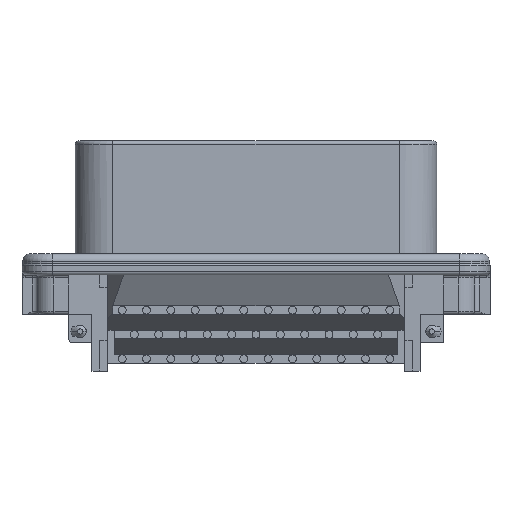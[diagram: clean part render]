
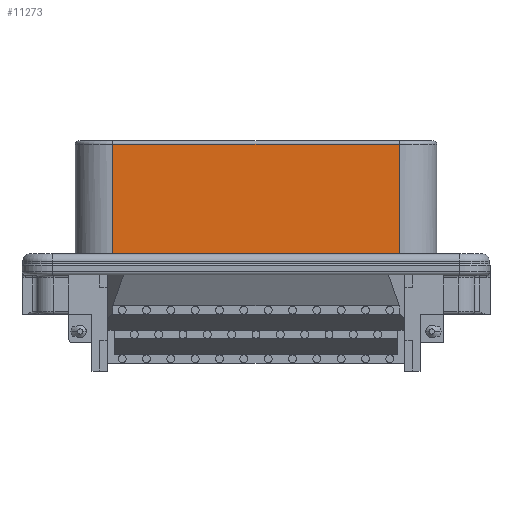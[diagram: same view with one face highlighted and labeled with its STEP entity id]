
A CAD part, front view. The second image highlights one B-rep face of the part: STEP entity #11273.
In plain terms, the highlighted planar face has unit normal (0, -1, 0).
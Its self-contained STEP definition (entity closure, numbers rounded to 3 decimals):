
#267 = ORIENTED_EDGE ( 'NONE', *, *, #19183, .F. ) ;
#919 = CARTESIAN_POINT ( 'NONE',  ( 23.5, -11.8, -0.5 ) ) ;
#1077 = VECTOR ( 'NONE', #4991, 1000. ) ;
#1292 = CARTESIAN_POINT ( 'NONE',  ( 23.5, -11.8, -20. ) ) ;
#1773 = ORIENTED_EDGE ( 'NONE', *, *, #13338, .T. ) ;
#3182 = CARTESIAN_POINT ( 'NONE',  ( 23.5, -11.8, -0.5 ) ) ;
#3807 = DIRECTION ( 'NONE',  ( 0., 0., -1. ) ) ;
#4991 = DIRECTION ( 'NONE',  ( 1., 0., 0. ) ) ;
#5856 = AXIS2_PLACEMENT_3D ( 'NONE', #19454, #24231, #3807 ) ;
#7744 = CARTESIAN_POINT ( 'NONE',  ( -23.5, -11.8, -20. ) ) ;
#8460 = FACE_OUTER_BOUND ( 'NONE', #28795, .T. ) ;
#8511 = ORIENTED_EDGE ( 'NONE', *, *, #15201, .F. ) ;
#9010 = CARTESIAN_POINT ( 'NONE',  ( -23.5, -11.8, -0.5 ) ) ;
#9117 = DIRECTION ( 'NONE',  ( -1., 0., 0. ) ) ;
#9777 = LINE ( 'NONE', #3182, #28794 ) ;
#9925 = VECTOR ( 'NONE', #13714, 1000. ) ;
#10355 = CARTESIAN_POINT ( 'NONE',  ( -23.5, -11.8, -0.5 ) ) ;
#11273 = ADVANCED_FACE ( 'NONE', ( #8460 ), #24508, .T. ) ;
#11927 = CARTESIAN_POINT ( 'NONE',  ( -23.5, -11.8, -0.5 ) ) ;
#12549 = VECTOR ( 'NONE', #9117, 1000. ) ;
#13338 = EDGE_CURVE ( 'NONE', #22206, #21837, #24909, .T. ) ;
#13714 = DIRECTION ( 'NONE',  ( 0., 0., -1. ) ) ;
#15201 = EDGE_CURVE ( 'NONE', #22206, #29285, #23318, .T. ) ;
#15911 = LINE ( 'NONE', #27119, #12549 ) ;
#17833 = VERTEX_POINT ( 'NONE', #1292 ) ;
#18784 = DIRECTION ( 'NONE',  ( 0., 0., -1. ) ) ;
#19183 = EDGE_CURVE ( 'NONE', #17833, #21837, #15911, .T. ) ;
#19454 = CARTESIAN_POINT ( 'NONE',  ( 23.5, -11.8, 0. ) ) ;
#20047 = EDGE_CURVE ( 'NONE', #29285, #17833, #9777, .T. ) ;
#21823 = ORIENTED_EDGE ( 'NONE', *, *, #20047, .F. ) ;
#21837 = VERTEX_POINT ( 'NONE', #7744 ) ;
#22206 = VERTEX_POINT ( 'NONE', #10355 ) ;
#23318 = LINE ( 'NONE', #11927, #1077 ) ;
#24231 = DIRECTION ( 'NONE',  ( 0., -1., 0. ) ) ;
#24508 = PLANE ( 'NONE',  #5856 ) ;
#24909 = LINE ( 'NONE', #9010, #9925 ) ;
#27119 = CARTESIAN_POINT ( 'NONE',  ( 23.5, -11.8, -20. ) ) ;
#28794 = VECTOR ( 'NONE', #18784, 1000. ) ;
#28795 = EDGE_LOOP ( 'NONE', ( #1773, #267, #21823, #8511 ) ) ;
#29285 = VERTEX_POINT ( 'NONE', #919 ) ;
